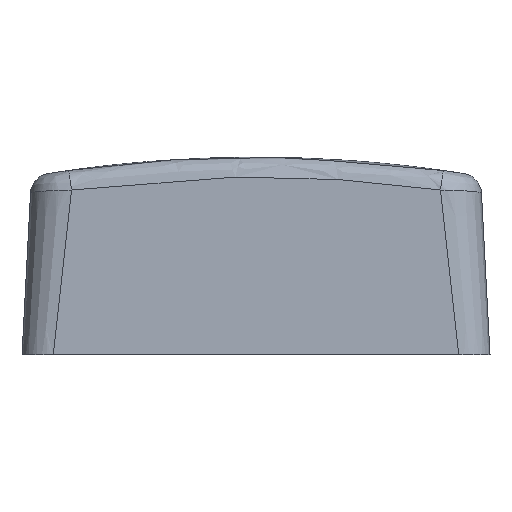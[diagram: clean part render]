
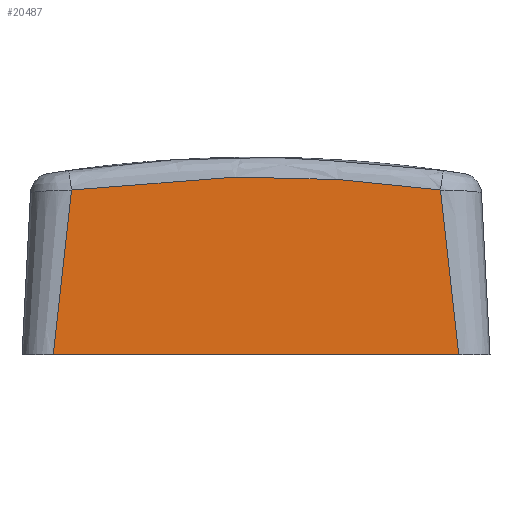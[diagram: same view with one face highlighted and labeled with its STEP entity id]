
A CAD part, front view. The second image highlights one B-rep face of the part: STEP entity #20487.
In plain terms, the highlighted planar face has unit normal (0, -0.999, 0.052).
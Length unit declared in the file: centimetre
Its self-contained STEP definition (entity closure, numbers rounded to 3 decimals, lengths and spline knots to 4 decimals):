
#34=ELLIPSE('',#22876,25.147,25.1125);
#1615=FACE_OUTER_BOUND('',#2931,.T.);
#2931=EDGE_LOOP('',(#16778,#16779,#16780,#16781));
#5510=LINE('',#37377,#6929);
#5513=LINE('',#37424,#6932);
#5535=LINE('',#37688,#6954);
#6929=VECTOR('',#29039,1.0017);
#6932=VECTOR('',#29050,1.0017);
#6954=VECTOR('',#29132,1.);
#8458=VERTEX_POINT('',#37364);
#8460=VERTEX_POINT('',#37375);
#8461=VERTEX_POINT('',#37409);
#8463=VERTEX_POINT('',#37420);
#11203=EDGE_CURVE('',#8460,#8458,#5510,.T.);
#11210=EDGE_CURVE('',#8461,#8463,#5513,.T.);
#11212=EDGE_CURVE('',#8458,#8461,#34,.T.);
#11244=EDGE_CURVE('',#8463,#8460,#5535,.T.);
#16778=ORIENTED_EDGE('',*,*,#11203,.F.);
#16779=ORIENTED_EDGE('',*,*,#11244,.F.);
#16780=ORIENTED_EDGE('',*,*,#11210,.F.);
#16781=ORIENTED_EDGE('',*,*,#11212,.F.);
#17934=PLANE('',#22906);
#20487=ADVANCED_FACE('',(#1615),#17934,.T.);
#22876=AXIS2_PLACEMENT_3D('',#37452,#29054,#29055);
#22906=AXIS2_PLACEMENT_3D('',#37691,#29136,#29137);
#29039=DIRECTION('',(0.11,0.052,0.993));
#29050=DIRECTION('',(0.11,-0.052,-0.993));
#29054=DIRECTION('center_axis',(0.,0.999,-0.052));
#29055=DIRECTION('ref_axis',(0.,0.052,0.999));
#29132=DIRECTION('',(-1.,0.,0.));
#29136=DIRECTION('center_axis',(0.,-0.999,0.052));
#29137=DIRECTION('ref_axis',(1.,0.,0.));
#37364=CARTESIAN_POINT('',(-3.5479,-16.0839,-0.031));
#37375=CARTESIAN_POINT('',(-3.899,-16.25,-3.2));
#37377=CARTESIAN_POINT('',(-3.4569,-16.0409,0.7904));
#37409=CARTESIAN_POINT('',(3.5479,-16.0839,-0.031));
#37420=CARTESIAN_POINT('',(3.899,-16.25,-3.2));
#37424=CARTESIAN_POINT('',(3.5246,-16.0729,0.1798));
#37452=CARTESIAN_POINT('Origin',(0.,-17.3868,-24.8916));
#37688=CARTESIAN_POINT('',(4.5,-16.25,-3.2));
#37691=CARTESIAN_POINT('Origin',(-4.5,-16.0825,-0.0044));
